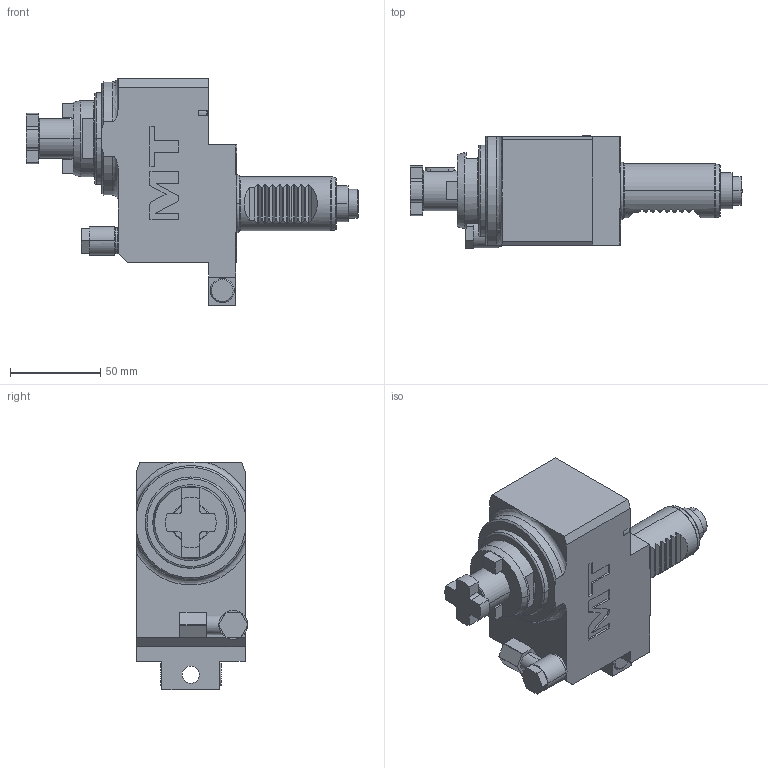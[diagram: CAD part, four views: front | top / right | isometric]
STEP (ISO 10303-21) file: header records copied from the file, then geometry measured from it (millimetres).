
FILE_DESCRIPTION((''),'2;1');
FILE_NAME('SAU0101722_CONF','2025-01-10T14:06:30',('fpalella'),('M.T. srl'),'CREO PARAMETRIC BY PTC INC, 2023352','CREO PARAMETRIC BY PTC INC, 2023352','');
FILE_SCHEMA(('CONFIG_CONTROL_DESIGN'));
Length unit declared in the file: millimetre
Products named in the file (1): SAU0101722_CONF
Bounding box: 183.5 x 61.83 x 126 mm (x, y, z)
Volume: 485186.1 mm3; surface area: 53021.9 mm2
Topology: 1 solids, 1 shells, 298 faces, 763 edges, 490 vertices
Faces by surface type: plane 184, cylinder 68, cone 26, torus 16, extrusion 4
Entity records: 9791 total; most frequent: CARTESIAN_POINT 2520, ORIENTED_EDGE 1526, DIRECTION 1469, EDGE_CURVE 763, AXIS2_PLACEMENT_3D 501, VERTEX_POINT 490, VECTOR 467, LINE 463
